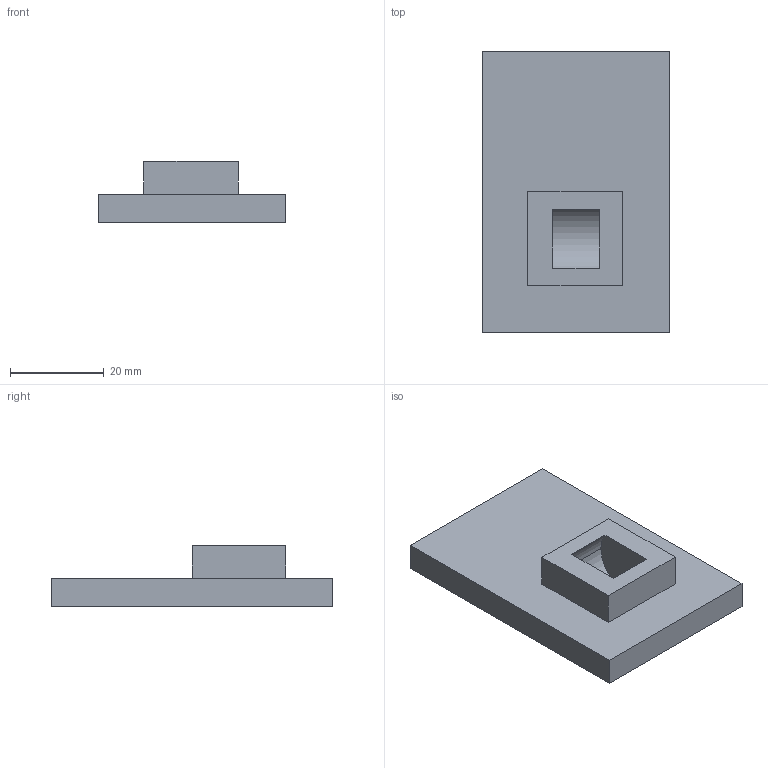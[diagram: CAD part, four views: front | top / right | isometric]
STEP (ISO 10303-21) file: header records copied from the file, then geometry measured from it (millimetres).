
FILE_DESCRIPTION (( 'STEP AP203' ), '1' );
FILE_NAME ('shoe_Default_sldprt.STEP', '2021-02-28T18:19:48', ( '' ), ( '' ), 'SwSTEP 2.0', 'SolidWorks 2020', '' );
FILE_SCHEMA (( 'CONFIG_CONTROL_DESIGN' ));
Length unit declared in the file: millimetre
Products named in the file (1): shoe_Default_sldprt
Bounding box: 40 x 60 x 13 mm (x, y, z)
Volume: 15749.4 mm3; surface area: 7053.2 mm2
Topology: 1 solids, 1 shells, 16 faces, 36 edges, 24 vertices
Faces by surface type: plane 13, cylinder 3
Entity records: 523 total; most frequent: CARTESIAN_POINT 77, DIRECTION 76, ORIENTED_EDGE 72, EDGE_CURVE 36, VECTOR 30, LINE 30, VERTEX_POINT 24, AXIS2_PLACEMENT_3D 23
